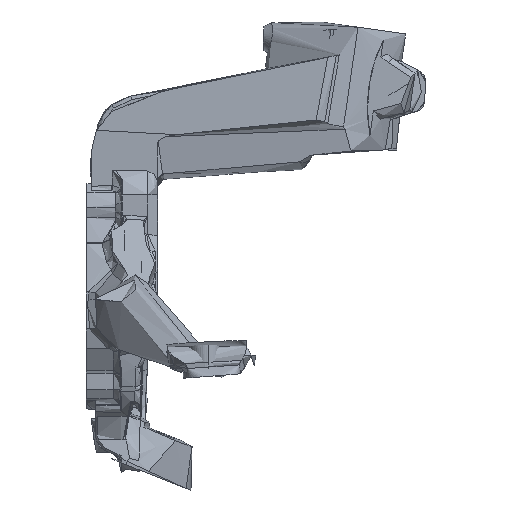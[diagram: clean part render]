
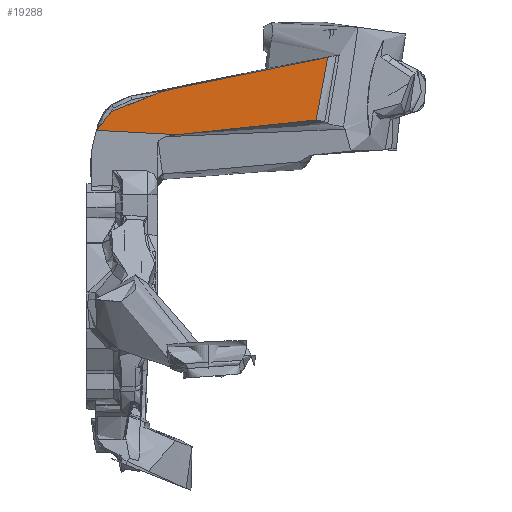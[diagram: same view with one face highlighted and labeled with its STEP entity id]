
A CAD part, front view. The second image highlights one B-rep face of the part: STEP entity #19288.
In plain terms, the highlighted free-form (B-spline) face has degree [1, 1] with [2, 2] control points.
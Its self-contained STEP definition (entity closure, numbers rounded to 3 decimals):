
#18501 = VERTEX_POINT('',#18502);
#18502 = CARTESIAN_POINT('',(38.104,-50.071,
    116.75));
#18517 = EDGE_CURVE('',#18501,#18518,#18520,.T.);
#18518 = VERTEX_POINT('',#18519);
#18519 = CARTESIAN_POINT('',(-19.76,-47.085,
    119.82));
#18520 = B_SPLINE_CURVE_WITH_KNOTS('',1,(#18521,#18522),.UNSPECIFIED.,
  .F.,.F.,(2,2),(12.082,54.513),
  .PIECEWISE_BEZIER_KNOTS.);
#18521 = CARTESIAN_POINT('',(38.104,-50.071,
    116.75));
#18522 = CARTESIAN_POINT('',(-19.76,-47.085,
    119.82));
#19288 = ADVANCED_FACE('',(#19289),#19342,.T.);
#19289 = FACE_BOUND('',#19290,.T.);
#19290 = EDGE_LOOP('',(#19291,#19298,#19307,#19314,#19325,#19334,#19341)
  );
#19291 = ORIENTED_EDGE('',*,*,#19292,.T.);
#19292 = EDGE_CURVE('',#18501,#19293,#19295,.T.);
#19293 = VERTEX_POINT('',#19294);
#19294 = CARTESIAN_POINT('',(137.129,-54.649,
    127.255));
#19295 = B_SPLINE_CURVE_WITH_KNOTS('',1,(#19296,#19297),.UNSPECIFIED.,
  .F.,.F.,(2,2),(63.038,135.937),
  .PIECEWISE_BEZIER_KNOTS.);
#19296 = CARTESIAN_POINT('',(38.104,-50.071,
    116.75));
#19297 = CARTESIAN_POINT('',(137.129,-54.649,
    127.255));
#19298 = ORIENTED_EDGE('',*,*,#19299,.T.);
#19299 = EDGE_CURVE('',#19293,#19300,#19302,.T.);
#19300 = VERTEX_POINT('',#19301);
#19301 = CARTESIAN_POINT('',(145.288,-53.547,
    171.876));
#19302 = B_SPLINE_CURVE_WITH_KNOTS('',3,(#19303,#19304,#19305,#19306),
  .UNSPECIFIED.,.F.,.F.,(4,4),(0.,0.033),
  .PIECEWISE_BEZIER_KNOTS.);
#19303 = CARTESIAN_POINT('',(137.129,-54.649,
    127.255));
#19304 = CARTESIAN_POINT('',(139.8,-54.279,
    142.138));
#19305 = CARTESIAN_POINT('',(142.519,-53.911,
    157.011));
#19306 = CARTESIAN_POINT('',(145.288,-53.547,
    171.876));
#19307 = ORIENTED_EDGE('',*,*,#19308,.F.);
#19308 = EDGE_CURVE('',#19309,#19300,#19311,.T.);
#19309 = VERTEX_POINT('',#19310);
#19310 = CARTESIAN_POINT('',(33.998,-48.771,
    149.154));
#19311 = B_SPLINE_CURVE_WITH_KNOTS('',1,(#19312,#19313),.UNSPECIFIED.,
  .F.,.F.,(2,2),(63.3,146.438),
  .PIECEWISE_BEZIER_KNOTS.);
#19312 = CARTESIAN_POINT('',(33.998,-48.771,
    149.154));
#19313 = CARTESIAN_POINT('',(145.288,-53.547,
    171.876));
#19314 = ORIENTED_EDGE('',*,*,#19315,.T.);
#19315 = EDGE_CURVE('',#19309,#19316,#19318,.T.);
#19316 = VERTEX_POINT('',#19317);
#19317 = CARTESIAN_POINT('',(26.007,-48.443,
    147.09));
#19318 = B_SPLINE_CURVE_WITH_KNOTS('',3,(#19319,#19320,#19321,#19322,
    #19323,#19324),.UNSPECIFIED.,.F.,.F.,(4,2,4),(0.005,
    0.008,0.011),.UNSPECIFIED.);
#19319 = CARTESIAN_POINT('',(33.998,-48.771,
    149.154));
#19320 = CARTESIAN_POINT('',(32.666,-48.716,
    148.812));
#19321 = CARTESIAN_POINT('',(31.333,-48.661,
    148.47));
#19322 = CARTESIAN_POINT('',(28.669,-48.552,
    147.786));
#19323 = CARTESIAN_POINT('',(27.336,-48.497,
    147.447));
#19324 = CARTESIAN_POINT('',(26.007,-48.443,
    147.09));
#19325 = ORIENTED_EDGE('',*,*,#19326,.T.);
#19326 = EDGE_CURVE('',#19316,#19327,#19329,.T.);
#19327 = VERTEX_POINT('',#19328);
#19328 = CARTESIAN_POINT('',(-8.716,-47.182,
    133.209));
#19329 = ( BOUNDED_CURVE() B_SPLINE_CURVE(3,(#19330,#19331,#19332,#19333
),.UNSPECIFIED.,.F.,.F.) B_SPLINE_CURVE_WITH_KNOTS((4,4),(5.584
,5.793),.PIECEWISE_BEZIER_KNOTS.) CURVE() 
GEOMETRIC_REPRESENTATION_ITEM() RATIONAL_B_SPLINE_CURVE((1.,
0.996,0.996,1.)) REPRESENTATION_ITEM('') );
#19330 = CARTESIAN_POINT('',(26.007,-48.443,
    147.09));
#19331 = CARTESIAN_POINT('',(13.969,-47.958,
    143.684));
#19332 = CARTESIAN_POINT('',(2.353,-47.536,
    139.04));
#19333 = CARTESIAN_POINT('',(-8.716,-47.182,
    133.209));
#19334 = ORIENTED_EDGE('',*,*,#19335,.T.);
#19335 = EDGE_CURVE('',#19327,#18518,#19336,.T.);
#19336 = ( BOUNDED_CURVE() B_SPLINE_CURVE(3,(#19337,#19338,#19339,#19340
),.UNSPECIFIED.,.F.,.F.) B_SPLINE_CURVE_WITH_KNOTS((4,4),(5.93
,6.45),.PIECEWISE_BEZIER_KNOTS.) CURVE() 
GEOMETRIC_REPRESENTATION_ITEM() RATIONAL_B_SPLINE_CURVE((1.,
0.978,0.978,1.)) REPRESENTATION_ITEM('') );
#19337 = CARTESIAN_POINT('',(-8.716,-47.182,
    133.209));
#19338 = CARTESIAN_POINT('',(-13.529,-47.059,
    129.765));
#19339 = CARTESIAN_POINT('',(-17.294,-47.025,
    125.2));
#19340 = CARTESIAN_POINT('',(-19.76,-47.085,
    119.82));
#19341 = ORIENTED_EDGE('',*,*,#18517,.F.);
#19342 = B_SPLINE_SURFACE_WITH_KNOTS('',1,1,(
    (#19343,#19344)
    ,(#19345,#19346
    )),.UNSPECIFIED.,.F.,.F.,.F.,(2,2),(2,2),(17.045,
    137.828),(37.486,77.822),
  .PIECEWISE_BEZIER_KNOTS.);
#19343 = CARTESIAN_POINT('',(-19.765,-47.188,
    116.75));
#19344 = CARTESIAN_POINT('',(-19.672,-45.329,
    171.876));
#19345 = CARTESIAN_POINT('',(145.196,-55.405,
    116.75));
#19346 = CARTESIAN_POINT('',(145.288,-53.547,
    171.876));
